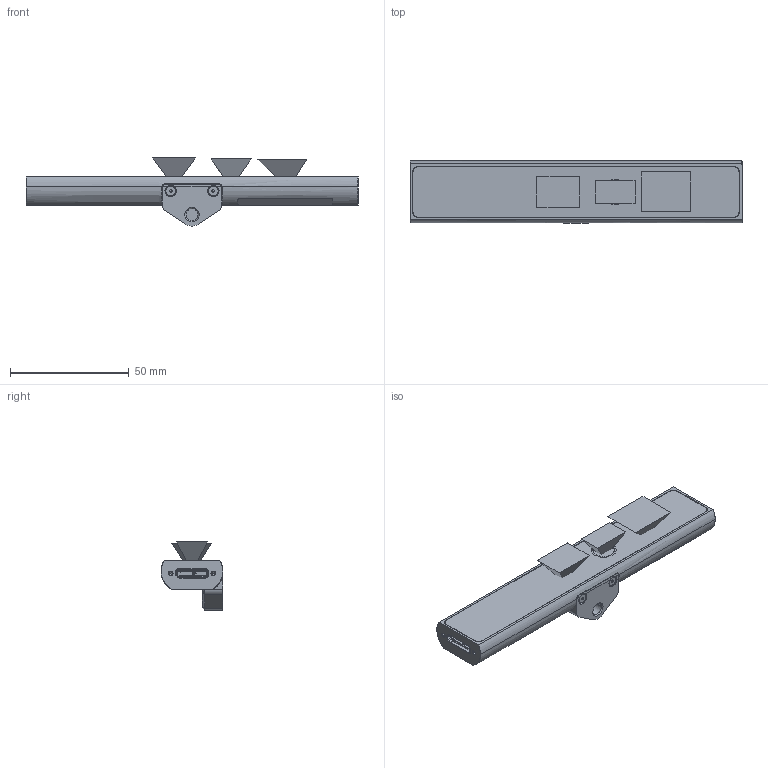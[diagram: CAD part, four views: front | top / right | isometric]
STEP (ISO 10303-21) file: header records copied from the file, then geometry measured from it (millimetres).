
FILE_DESCRIPTION((''),'2;1');
FILE_NAME('00_MAIN_ASM_SR305_ASM','2019-09-06T',('wkho'),('INTEL'),'CREO PARAMETRIC BY PTC INC, 2015380','CREO PARAMETRIC BY PTC INC, 2015380','');
FILE_SCHEMA(('CONFIG_CONTROL_DESIGN'));
Products named in the file (17): PROJ_FOR_EXT_CONF_1; RGB_FOV_1_5_1; IR_FOV_1_5_1; IDC-IVCAM-0154_ASM_1_ASM; IDC-IVCAM-0153_FULL_ASM_1_ASM; FOV_PROJECTOR_1; IDC-IVCAM-0152_ASM_1_ASM; IDC-IVCAM-0151_ASM_1_ASM; USB3_MICRO_B; PCB_USB_INTERPOSER_SR305_ASM; COVER_WINDOW_IR_SR305; ADHEISVE_COVER_GLASS_SR305; RING_RGB_SR305; COVER_WINDOW_RGB_SR305; 01-COVER_GLASS_ASM_SR305_ASM; 00_MAIN_ASM_SR305_SW0001; 00_MAIN_ASM_SR305_ASM
Assembly tree (16 placements, depth 6):
  00_MAIN_ASM_SR305_ASM
    IDC-IVCAM-0151_ASM_1_ASM
      IDC-IVCAM-0152_ASM_1_ASM
        PROJ_FOR_EXT_CONF_1
        IDC-IVCAM-0153_FULL_ASM_1_ASM
          IDC-IVCAM-0154_ASM_1_ASM
            RGB_FOV_1_5_1
            IR_FOV_1_5_1
        FOV_PROJECTOR_1
    PCB_USB_INTERPOSER_SR305_ASM
      USB3_MICRO_B
    01-COVER_GLASS_ASM_SR305_ASM
      COVER_WINDOW_IR_SR305
      ADHEISVE_COVER_GLASS_SR305
      RING_RGB_SR305
      COVER_WINDOW_RGB_SR305
    00_MAIN_ASM_SR305_SW0001
Bounding box: 140 x 26.12 x 28.68 mm (x, y, z)
Volume: 31010.7 mm3; surface area: 29438.6 mm2
Topology: 11 solids, 17 shells, 2171 faces, 6299 edges, 4092 vertices
Faces by surface type: plane 1411, cylinder 670, cone 58, bspline 23, extrusion 5, revolution 4
Entity records: 76312 total; most frequent: CARTESIAN_POINT 18188, ORIENTED_EDGE 12526, DIRECTION 11691, EDGE_CURVE 6267, VECTOR 4527, LINE 4522, VERTEX_POINT 4092, AXIS2_PLACEMENT_3D 3580
